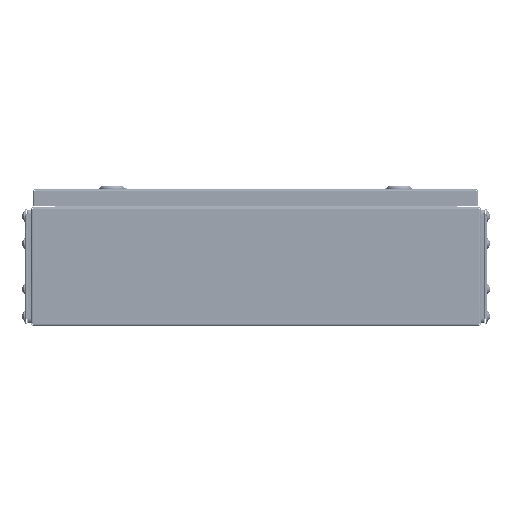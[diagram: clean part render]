
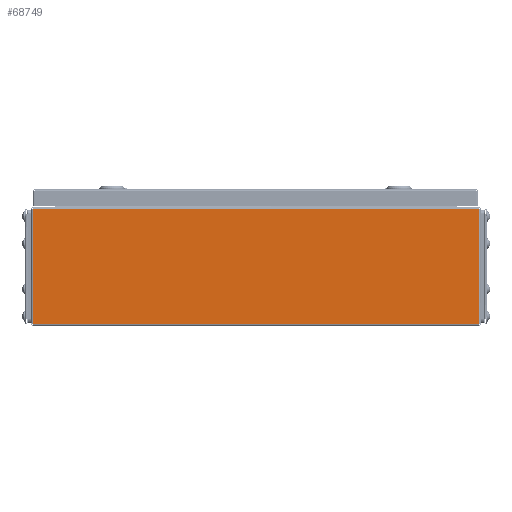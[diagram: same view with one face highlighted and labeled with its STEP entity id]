
A CAD part, left-side view. The second image highlights one B-rep face of the part: STEP entity #68749.
In plain terms, the highlighted planar face has unit normal (-1, 0, 0).
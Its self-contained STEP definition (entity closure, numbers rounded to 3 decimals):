
#4766 = VERTEX_POINT ( 'NONE', #7173 ) ;
#5169 = CARTESIAN_POINT ( 'NONE',  ( -200., -245.5, 127.5 ) ) ;
#7173 = CARTESIAN_POINT ( 'NONE',  ( -200., 245.5, 1. ) ) ;
#8086 = VECTOR ( 'NONE', #51861, 1000. ) ;
#9876 = LINE ( 'NONE', #22461, #55719 ) ;
#10316 = DIRECTION ( 'NONE',  ( 0., 1., 0. ) ) ;
#13671 = DIRECTION ( 'NONE',  ( 0., 1., 0. ) ) ;
#15486 = CARTESIAN_POINT ( 'NONE',  ( -200., -245.5, 1. ) ) ;
#16042 = EDGE_CURVE ( 'NONE', #49519, #4766, #43607, .T. ) ;
#17511 = DIRECTION ( 'NONE',  ( 1., 0., 0. ) ) ;
#21846 = CARTESIAN_POINT ( 'NONE',  ( -200., 245.5, 0. ) ) ;
#22461 = CARTESIAN_POINT ( 'NONE',  ( -200., -245.5, 127.5 ) ) ;
#22805 = EDGE_CURVE ( 'NONE', #49519, #69100, #37196, .T. ) ;
#23384 = VECTOR ( 'NONE', #84773, 1000. ) ;
#29211 = FACE_OUTER_BOUND ( 'NONE', #42295, .T. ) ;
#29641 = CARTESIAN_POINT ( 'NONE',  ( -200., 0., 0. ) ) ;
#37196 = LINE ( 'NONE', #58378, #23384 ) ;
#39255 = EDGE_CURVE ( 'NONE', #42311, #4766, #54733, .T. ) ;
#42295 = EDGE_LOOP ( 'NONE', ( #66467, #73516, #48679, #77947 ) ) ;
#42311 = VERTEX_POINT ( 'NONE', #82826 ) ;
#43052 = PLANE ( 'NONE',  #46056 ) ;
#43607 = LINE ( 'NONE', #85523, #77813 ) ;
#44025 = EDGE_CURVE ( 'NONE', #69100, #42311, #9876, .T. ) ;
#46056 = AXIS2_PLACEMENT_3D ( 'NONE', #29641, #17511, #76772 ) ;
#48679 = ORIENTED_EDGE ( 'NONE', *, *, #16042, .F. ) ;
#49519 = VERTEX_POINT ( 'NONE', #15486 ) ;
#51861 = DIRECTION ( 'NONE',  ( 0., 0., -1. ) ) ;
#54733 = LINE ( 'NONE', #21846, #8086 ) ;
#55719 = VECTOR ( 'NONE', #10316, 1000. ) ;
#58378 = CARTESIAN_POINT ( 'NONE',  ( -200., -245.5, 0. ) ) ;
#66467 = ORIENTED_EDGE ( 'NONE', *, *, #44025, .T. ) ;
#68749 = ADVANCED_FACE ( 'NONE', ( #29211 ), #43052, .F. ) ;
#69100 = VERTEX_POINT ( 'NONE', #5169 ) ;
#73516 = ORIENTED_EDGE ( 'NONE', *, *, #39255, .T. ) ;
#76772 = DIRECTION ( 'NONE',  ( 0., 0., -1. ) ) ;
#77813 = VECTOR ( 'NONE', #13671, 1000. ) ;
#77947 = ORIENTED_EDGE ( 'NONE', *, *, #22805, .T. ) ;
#82826 = CARTESIAN_POINT ( 'NONE',  ( -200., 245.5, 127.5 ) ) ;
#84773 = DIRECTION ( 'NONE',  ( 0., 0., 1. ) ) ;
#85523 = CARTESIAN_POINT ( 'NONE',  ( -200., 245.5, 1. ) ) ;
